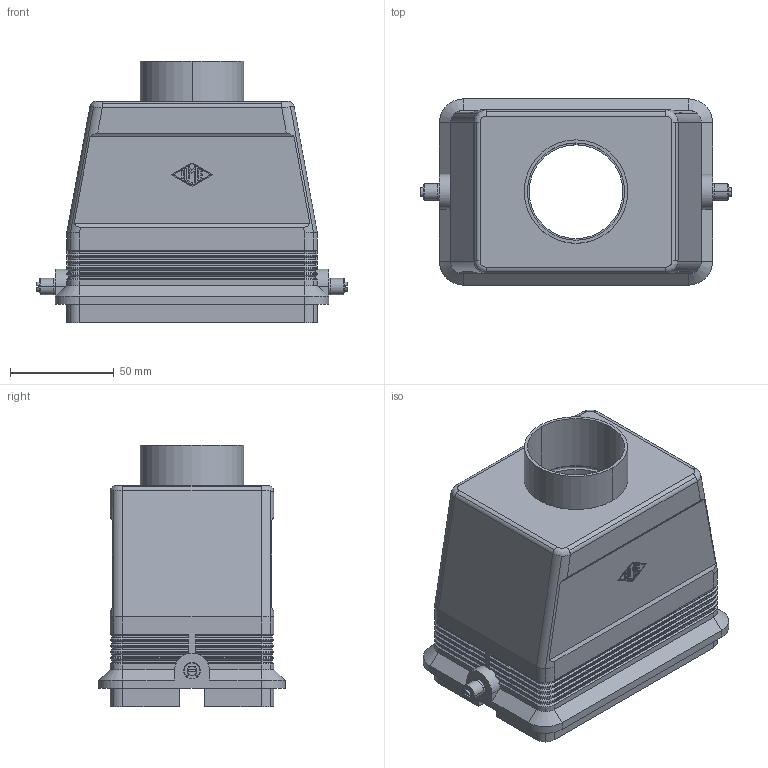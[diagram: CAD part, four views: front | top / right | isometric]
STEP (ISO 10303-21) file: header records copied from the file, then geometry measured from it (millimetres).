
FILE_DESCRIPTION(('CoCreate Modeling STEP Export'),'2;1');
FILE_NAME('CHV 48 L.stp','2011-02-25T13:41:27',(''),(''),'CoCreate Modeling STEP processor for AP214 (Solid Model)','CoCreate Modeling 16.00A 16-Aug-2008 (C) Parametric Technology GmbH','');
FILE_SCHEMA(('AUTOMOTIVE_DESIGN { 1 0 10303 214 1 1 1 1 }'));
Length unit declared in the file: millimetre
Products named in the file (2): CHV_48_L
Assembly tree (1 placements, depth 2):
  CHV_48_L
    CHV_48_L
Bounding box: 150.5 x 90 x 126.5 mm (x, y, z)
Volume: 221377.8 mm3; surface area: 106141 mm2
Topology: 1 solids, 1 shells, 646 faces, 1740 edges, 1103 vertices
Faces by surface type: plane 338, cylinder 240, cone 64, bspline 4
Full cylindrical faces by diameter (mm): 3.5 x1
Entity records: 19405 total; most frequent: CARTESIAN_POINT 3874, ORIENTED_EDGE 3452, DIRECTION 3041, EDGE_CURVE 1726, VERTEX_POINT 1103, VECTOR 1093, LINE 1093, AXIS2_PLACEMENT_3D 974
